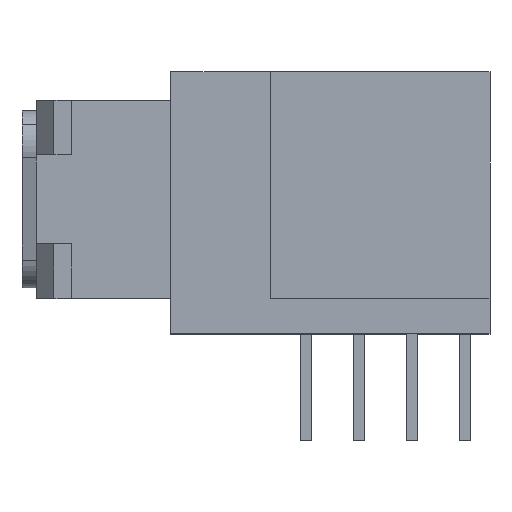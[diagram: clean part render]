
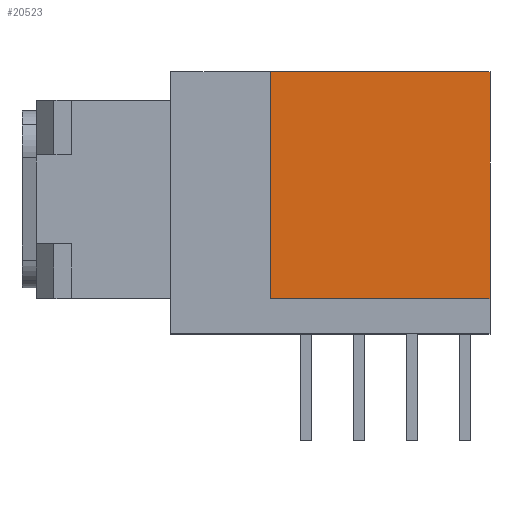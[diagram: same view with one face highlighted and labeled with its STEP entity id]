
A CAD part, left-side view. The second image highlights one B-rep face of the part: STEP entity #20523.
In plain terms, the highlighted face is planar.
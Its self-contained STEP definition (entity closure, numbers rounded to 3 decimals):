
#18632=CARTESIAN_POINT('',(-15.875,-5.647,9.398));
#18633=VERTEX_POINT('',#18632);
#18641=CARTESIAN_POINT('',(-15.875,-5.647,1.27));
#18642=VERTEX_POINT('',#18641);
#18643=CARTESIAN_POINT('',(-15.875,-5.647,9.398));
#18644=CARTESIAN_POINT('',(-15.875,-5.647,6.689));
#18645=CARTESIAN_POINT('',(-15.875,-5.647,3.979));
#18646=CARTESIAN_POINT('',(-15.875,-5.647,1.27));
#18647=QUASI_UNIFORM_CURVE('',3,(#18643,#18644,#18645,#18646),.UNSPECIFIED.,.F.,.U.);
#18648=EDGE_CURVE('',#18633,#18642,#18647,.T.);
#19731=CARTESIAN_POINT('',(-15.875,2.227,9.398));
#19732=VERTEX_POINT('',#19731);
#19733=CARTESIAN_POINT('',(-15.875,2.227,1.27));
#19734=VERTEX_POINT('',#19733);
#19735=CARTESIAN_POINT('',(-15.875,2.227,9.398));
#19736=CARTESIAN_POINT('',(-15.875,2.227,6.689));
#19737=CARTESIAN_POINT('',(-15.875,2.227,3.979));
#19738=CARTESIAN_POINT('',(-15.875,2.227,1.27));
#19739=QUASI_UNIFORM_CURVE('',3,(#19735,#19736,#19737,#19738),.UNSPECIFIED.,.F.,.U.);
#19740=EDGE_CURVE('',#19732,#19734,#19739,.T.);
#20477=CARTESIAN_POINT('',(-15.875,-5.647,9.398));
#20478=CARTESIAN_POINT('',(-15.875,-3.022,9.398));
#20479=CARTESIAN_POINT('',(-15.875,-0.398,9.398));
#20480=CARTESIAN_POINT('',(-15.875,2.227,9.398));
#20481=QUASI_UNIFORM_CURVE('',3,(#20477,#20478,#20479,#20480),.UNSPECIFIED.,.F.,.U.);
#20482=EDGE_CURVE('',#18633,#19732,#20481,.T.);
#20506=CARTESIAN_POINT('',(-15.875,6.164,-2.794));
#20507=DIRECTION('',(-1.0,0.0,0.0));
#20508=DIRECTION('',(0.0,-1.0,0.0));
#20509=AXIS2_PLACEMENT_3D('',#20506,#20507,#20508);
#20510=PLANE('',#20509);
#20511=ORIENTED_EDGE('',*,*,#20482,.T.);
#20512=ORIENTED_EDGE('',*,*,#19740,.T.);
#20513=CARTESIAN_POINT('',(-15.875,2.227,1.27));
#20514=CARTESIAN_POINT('',(-15.875,-0.398,1.27));
#20515=CARTESIAN_POINT('',(-15.875,-3.022,1.27));
#20516=CARTESIAN_POINT('',(-15.875,-5.647,1.27));
#20517=QUASI_UNIFORM_CURVE('',3,(#20513,#20514,#20515,#20516),.UNSPECIFIED.,.F.,.U.);
#20518=EDGE_CURVE('',#19734,#18642,#20517,.T.);
#20519=ORIENTED_EDGE('',*,*,#20518,.T.);
#20520=ORIENTED_EDGE('',*,*,#18648,.F.);
#20521=EDGE_LOOP('',(#20511,#20512,#20519,#20520));
#20522=FACE_OUTER_BOUND('',#20521,.F.);
#20523=ADVANCED_FACE('',(#20522),#20510,.F.);
